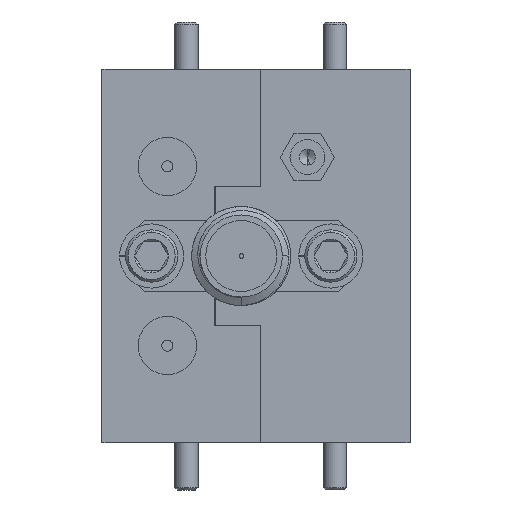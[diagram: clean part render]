
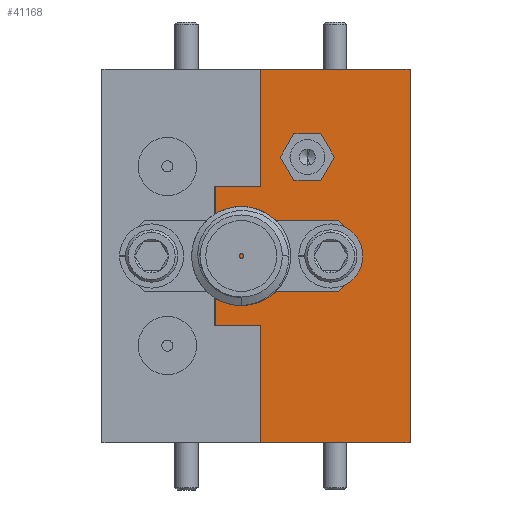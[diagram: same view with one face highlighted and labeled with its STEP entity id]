
A CAD part, left-side view. The second image highlights one B-rep face of the part: STEP entity #41168.
In plain terms, the highlighted planar face has unit normal (-1, 0, 0).
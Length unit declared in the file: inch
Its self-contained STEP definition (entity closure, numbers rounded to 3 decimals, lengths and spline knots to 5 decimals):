
#130 = VERTEX_POINT ( 'NONE', #50903 ) ;
#443 = EDGE_CURVE ( 'NONE', #30065, #21554, #45805, .T. ) ;
#1115 = VERTEX_POINT ( 'NONE', #34452 ) ;
#1433 = CARTESIAN_POINT ( 'NONE',  ( -0.55, 0.522, -0.185 ) ) ;
#2482 = FACE_BOUND ( 'NONE', #38348, .T. ) ;
#2570 = AXIS2_PLACEMENT_3D ( 'NONE', #7992, #42262, #19545 ) ;
#2915 = CARTESIAN_POINT ( 'NONE',  ( -0.55, 0.212, 0. ) ) ;
#2967 = ORIENTED_EDGE ( 'NONE', *, *, #33940, .F. ) ;
#3223 = ORIENTED_EDGE ( 'NONE', *, *, #39875, .T. ) ;
#3522 = EDGE_LOOP ( 'NONE', ( #49103, #51013 ) ) ;
#5092 = CARTESIAN_POINT ( 'NONE',  ( -0.55, 0.522, 0.185 ) ) ;
#5650 = FACE_BOUND ( 'NONE', #3522, .T. ) ;
#5747 = AXIS2_PLACEMENT_3D ( 'NONE', #2915, #20104, #16729 ) ;
#6086 = LINE ( 'NONE', #50166, #25184 ) ;
#6126 = AXIS2_PLACEMENT_3D ( 'NONE', #31169, #10139, #35959 ) ;
#6200 = CIRCLE ( 'NONE', #2570, 0.0445 ) ;
#6588 = VECTOR ( 'NONE', #52131, 39.37008 ) ;
#7085 = EDGE_CURVE ( 'NONE', #14350, #52129, #31545, .T. ) ;
#7992 = CARTESIAN_POINT ( 'NONE',  ( -0.55, 0.275, 0.265 ) ) ;
#8971 = CARTESIAN_POINT ( 'NONE',  ( -0.55, 0.4, 0.5 ) ) ;
#9036 = CARTESIAN_POINT ( 'NONE',  ( -0.55, 0.522, 0.185 ) ) ;
#9715 = VECTOR ( 'NONE', #22530, 39.37008 ) ;
#10139 = DIRECTION ( 'NONE',  ( 1., 0., 0. ) ) ;
#10233 = CARTESIAN_POINT ( 'NONE',  ( -0.55, 0.4, 0.5 ) ) ;
#12811 = EDGE_CURVE ( 'NONE', #53356, #47782, #6200, .T. ) ;
#14184 = ORIENTED_EDGE ( 'NONE', *, *, #47003, .F. ) ;
#14350 = VERTEX_POINT ( 'NONE', #50933 ) ;
#14914 = PLANE ( 'NONE',  #6126 ) ;
#15644 = DIRECTION ( 'NONE',  ( 0., 0., 1. ) ) ;
#16203 = VECTOR ( 'NONE', #23432, 39.37008 ) ;
#16219 = EDGE_LOOP ( 'NONE', ( #3223, #16771, #30323, #48261, #48978, #44024, #14184, #43864 ) ) ;
#16729 = DIRECTION ( 'NONE',  ( 0., 0., 1. ) ) ;
#16771 = ORIENTED_EDGE ( 'NONE', *, *, #27067, .F. ) ;
#16912 = EDGE_CURVE ( 'NONE', #29789, #14350, #39064, .T. ) ;
#17208 = DIRECTION ( 'NONE',  ( 0., 0., 1. ) ) ;
#18673 = LINE ( 'NONE', #53471, #16203 ) ;
#19492 = EDGE_CURVE ( 'NONE', #30065, #29789, #28014, .T. ) ;
#19545 = DIRECTION ( 'NONE',  ( 0., 0., 1. ) ) ;
#20024 = CARTESIAN_POINT ( 'NONE',  ( -0.55, 0.212, 0. ) ) ;
#20104 = DIRECTION ( 'NONE',  ( -1., 0., 0. ) ) ;
#20860 = CARTESIAN_POINT ( 'NONE',  ( -0.55, 0.4, 0.5 ) ) ;
#21032 = VERTEX_POINT ( 'NONE', #42202 ) ;
#21554 = VERTEX_POINT ( 'NONE', #38741 ) ;
#22530 = DIRECTION ( 'NONE',  ( 0., -1., 0. ) ) ;
#23432 = DIRECTION ( 'NONE',  ( 0., -1., 0. ) ) ;
#23444 = EDGE_CURVE ( 'NONE', #26288, #1115, #33502, .T. ) ;
#24714 = CARTESIAN_POINT ( 'NONE',  ( -0.55, 0.522, -0.185 ) ) ;
#24986 = DIRECTION ( 'NONE',  ( 0., -1., 0. ) ) ;
#25184 = VECTOR ( 'NONE', #15644, 39.37008 ) ;
#25185 = DIRECTION ( 'NONE',  ( 0., 0., 1. ) ) ;
#26021 = LINE ( 'NONE', #39170, #6588 ) ;
#26033 = EDGE_CURVE ( 'NONE', #47782, #53356, #34589, .T. ) ;
#26288 = VERTEX_POINT ( 'NONE', #51226 ) ;
#27067 = EDGE_CURVE ( 'NONE', #52129, #130, #50811, .T. ) ;
#27377 = DIRECTION ( 'NONE',  ( 0., 0., 1. ) ) ;
#28014 = LINE ( 'NONE', #52703, #51889 ) ;
#28394 = CARTESIAN_POINT ( 'NONE',  ( -0.55, 0.4, -0.5 ) ) ;
#29789 = VERTEX_POINT ( 'NONE', #9036 ) ;
#29938 = CARTESIAN_POINT ( 'NONE',  ( -0.55, 0.275, 0.265 ) ) ;
#30065 = VERTEX_POINT ( 'NONE', #1433 ) ;
#30323 = ORIENTED_EDGE ( 'NONE', *, *, #7085, .F. ) ;
#31169 = CARTESIAN_POINT ( 'NONE',  ( -0.55, 0.4, 0.5 ) ) ;
#31545 = LINE ( 'NONE', #10233, #43637 ) ;
#33169 = DIRECTION ( 'NONE',  ( -1., 0., 0. ) ) ;
#33308 = ORIENTED_EDGE ( 'NONE', *, *, #23444, .F. ) ;
#33502 = CIRCLE ( 'NONE', #5747, 0.035 ) ;
#33940 = EDGE_CURVE ( 'NONE', #1115, #26288, #34123, .T. ) ;
#34123 = CIRCLE ( 'NONE', #52970, 0.035 ) ;
#34452 = CARTESIAN_POINT ( 'NONE',  ( -0.55, 0.212, -0.035 ) ) ;
#34589 = CIRCLE ( 'NONE', #43540, 0.0445 ) ;
#35959 = DIRECTION ( 'NONE',  ( 0., 0., -1. ) ) ;
#36229 = FACE_OUTER_BOUND ( 'NONE', #16219, .T. ) ;
#38348 = EDGE_LOOP ( 'NONE', ( #33308, #2967 ) ) ;
#38741 = CARTESIAN_POINT ( 'NONE',  ( -0.55, 0.4, -0.185 ) ) ;
#39064 = LINE ( 'NONE', #5092, #9715 ) ;
#39170 = CARTESIAN_POINT ( 'NONE',  ( -0.55, 0.4, 0.5 ) ) ;
#39875 = EDGE_CURVE ( 'NONE', #21032, #130, #6086, .T. ) ;
#41168 = ADVANCED_FACE ( 'NONE', ( #5650, #2482, #36229 ), #14914, .F. ) ;
#42202 = CARTESIAN_POINT ( 'NONE',  ( -0.55, 0., -0.5 ) ) ;
#42262 = DIRECTION ( 'NONE',  ( -1., 0., 0. ) ) ;
#43540 = AXIS2_PLACEMENT_3D ( 'NONE', #29938, #55500, #25185 ) ;
#43637 = VECTOR ( 'NONE', #27377, 39.37008 ) ;
#43864 = ORIENTED_EDGE ( 'NONE', *, *, #55162, .T. ) ;
#44024 = ORIENTED_EDGE ( 'NONE', *, *, #443, .T. ) ;
#45805 = LINE ( 'NONE', #24714, #48556 ) ;
#46342 = DIRECTION ( 'NONE',  ( 0., -1., 0. ) ) ;
#47003 = EDGE_CURVE ( 'NONE', #53205, #21554, #26021, .T. ) ;
#47782 = VERTEX_POINT ( 'NONE', #52582 ) ;
#48261 = ORIENTED_EDGE ( 'NONE', *, *, #16912, .F. ) ;
#48556 = VECTOR ( 'NONE', #46342, 39.37008 ) ;
#48806 = DIRECTION ( 'NONE',  ( 0., 0., 1. ) ) ;
#48978 = ORIENTED_EDGE ( 'NONE', *, *, #19492, .F. ) ;
#49016 = VECTOR ( 'NONE', #24986, 39.37008 ) ;
#49103 = ORIENTED_EDGE ( 'NONE', *, *, #12811, .F. ) ;
#50166 = CARTESIAN_POINT ( 'NONE',  ( -0.55, 0., 0.5 ) ) ;
#50811 = LINE ( 'NONE', #8971, #49016 ) ;
#50903 = CARTESIAN_POINT ( 'NONE',  ( -0.55, 0., 0.5 ) ) ;
#50933 = CARTESIAN_POINT ( 'NONE',  ( -0.55, 0.4, 0.185 ) ) ;
#51013 = ORIENTED_EDGE ( 'NONE', *, *, #26033, .F. ) ;
#51226 = CARTESIAN_POINT ( 'NONE',  ( -0.55, 0.212, 0.035 ) ) ;
#51663 = CARTESIAN_POINT ( 'NONE',  ( -0.55, 0.275, 0.3095 ) ) ;
#51889 = VECTOR ( 'NONE', #48806, 39.37008 ) ;
#52129 = VERTEX_POINT ( 'NONE', #20860 ) ;
#52131 = DIRECTION ( 'NONE',  ( 0., 0., 1. ) ) ;
#52582 = CARTESIAN_POINT ( 'NONE',  ( -0.55, 0.275, 0.2205 ) ) ;
#52703 = CARTESIAN_POINT ( 'NONE',  ( -0.55, 0.522, -0.185 ) ) ;
#52970 = AXIS2_PLACEMENT_3D ( 'NONE', #20024, #33169, #17208 ) ;
#53205 = VERTEX_POINT ( 'NONE', #28394 ) ;
#53356 = VERTEX_POINT ( 'NONE', #51663 ) ;
#53471 = CARTESIAN_POINT ( 'NONE',  ( -0.55, 0.4, -0.5 ) ) ;
#55162 = EDGE_CURVE ( 'NONE', #53205, #21032, #18673, .T. ) ;
#55500 = DIRECTION ( 'NONE',  ( -1., 0., 0. ) ) ;
